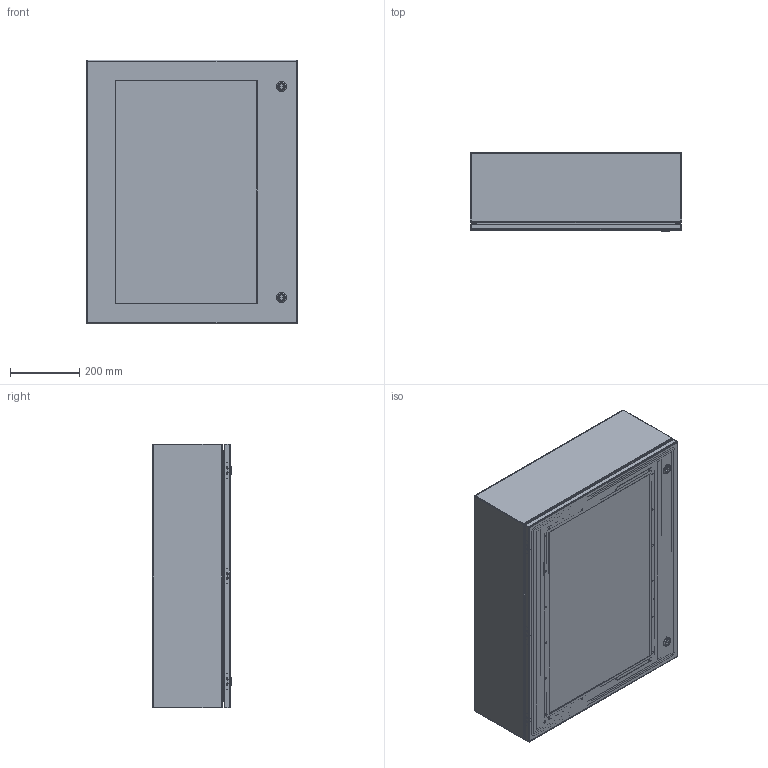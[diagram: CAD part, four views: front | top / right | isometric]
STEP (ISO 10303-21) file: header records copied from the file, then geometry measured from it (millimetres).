
FILE_DESCRIPTION (( 'STEP AP203' ), '1' );
FILE_NAME ('EN4SD30248WSS_Default.step', '2019-11-14T20:59:19', ( '' ), ( '' ), 'SwSTEP 2.0', 'SolidWorks 2019', '' );
FILE_SCHEMA (( 'CONFIG_CONTROL_DESIGN' ));
Products named in the file (1): EN4SD30248WSS_Default
Bounding box: 609.6 x 228.52 x 762 mm (x, y, z)
Volume: 4611370.8 mm3; surface area: 3763608.9 mm2
Topology: 82 solids, 83 shells, 1690 faces, 3713 edges, 2242 vertices
Faces by surface type: plane 861, cylinder 517, cone 166, bspline 110, torus 36
Entity records: 50376 total; most frequent: CARTESIAN_POINT 13458, DIRECTION 7817, ORIENTED_EDGE 7394, EDGE_CURVE 3697, AXIS2_PLACEMENT_3D 2969, VERTEX_POINT 2242, VECTOR 1879, LINE 1879
